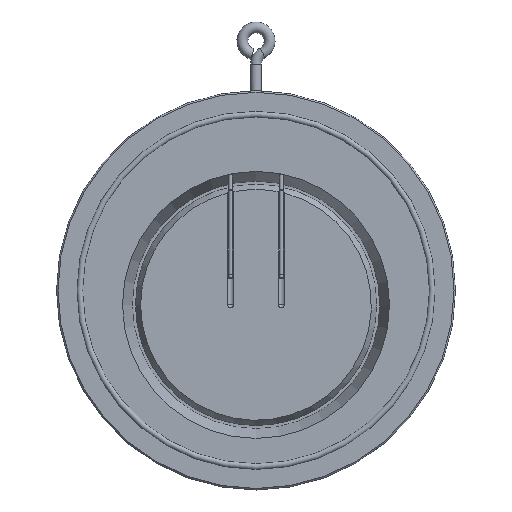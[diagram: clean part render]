
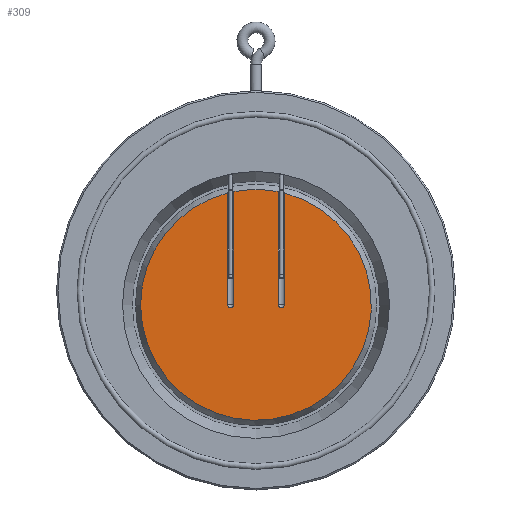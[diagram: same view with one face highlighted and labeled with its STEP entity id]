
A CAD part, top view. The second image highlights one B-rep face of the part: STEP entity #309.
In plain terms, the highlighted planar face has unit normal (0, 0, 1).
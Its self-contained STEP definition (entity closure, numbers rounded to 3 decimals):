
#2 = CARTESIAN_POINT ( 'NONE',  ( 0., 55.613, -0.505 ) ) ;
#8 = ORIENTED_EDGE ( 'NONE', *, *, #1222, .F. ) ;
#13 = VERTEX_POINT ( 'NONE', #276 ) ;
#15 = DIRECTION ( 'NONE',  ( 0., 1., 0. ) ) ;
#16 = CARTESIAN_POINT ( 'NONE',  ( 0., -8., -0.505 ) ) ;
#24 = PLANE ( 'NONE',  #1029 ) ;
#28 = CARTESIAN_POINT ( 'NONE',  ( 15.833, -9.5, -0.505 ) ) ;
#29 = VERTEX_POINT ( 'NONE', #213 ) ;
#35 = CARTESIAN_POINT ( 'NONE',  ( -12.167, -7.667, -0.505 ) ) ;
#59 = CARTESIAN_POINT ( 'NONE',  ( 12.167, -9.5, -0.505 ) ) ;
#108 = LINE ( 'NONE', #59, #145 ) ;
#116 = DIRECTION ( 'NONE',  ( 0., 0., 1. ) ) ;
#122 = VECTOR ( 'NONE', #15, 1000. ) ;
#140 = LINE ( 'NONE', #28, #122 ) ;
#145 = VECTOR ( 'NONE', #539, 1000. ) ;
#148 = CIRCLE ( 'NONE', #509, 1.833 ) ;
#185 = EDGE_CURVE ( 'NONE', #526, #581, #903, .T. ) ;
#186 = DIRECTION ( 'NONE',  ( -1., 0., 0. ) ) ;
#190 = ORIENTED_EDGE ( 'NONE', *, *, #457, .F. ) ;
#213 = CARTESIAN_POINT ( 'NONE',  ( -12.167, 54.439, -0.505 ) ) ;
#222 = CIRCLE ( 'NONE', #552, 63.613 ) ;
#276 = CARTESIAN_POINT ( 'NONE',  ( 15.833, -7.667, -0.505 ) ) ;
#298 = DIRECTION ( 'NONE',  ( 0., 1., 0. ) ) ;
#302 = DIRECTION ( 'NONE',  ( 0., 0., -1. ) ) ;
#309 = ADVANCED_FACE ( 'NONE', ( #1058 ), #24, .T. ) ;
#310 = CARTESIAN_POINT ( 'NONE',  ( 0., -8., -0.505 ) ) ;
#313 = EDGE_CURVE ( 'NONE', #624, #581, #1123, .T. ) ;
#320 = DIRECTION ( 'NONE',  ( 1., 0., 0. ) ) ;
#322 = DIRECTION ( 'NONE',  ( 0., 0., -1. ) ) ;
#344 = VECTOR ( 'NONE', #298, 1000. ) ;
#381 = ORIENTED_EDGE ( 'NONE', *, *, #1004, .F. ) ;
#419 = LINE ( 'NONE', #618, #344 ) ;
#430 = DIRECTION ( 'NONE',  ( -1., 0., 0. ) ) ;
#441 = VERTEX_POINT ( 'NONE', #817 ) ;
#457 = EDGE_CURVE ( 'NONE', #526, #29, #419, .T. ) ;
#461 = CARTESIAN_POINT ( 'NONE',  ( -15.833, -7.667, -0.505 ) ) ;
#498 = EDGE_CURVE ( 'NONE', #13, #726, #148, .T. ) ;
#509 = AXIS2_PLACEMENT_3D ( 'NONE', #540, #546, #557 ) ;
#526 = VERTEX_POINT ( 'NONE', #35 ) ;
#539 = DIRECTION ( 'NONE',  ( 0., -1., 0. ) ) ;
#540 = CARTESIAN_POINT ( 'NONE',  ( 14., -7.667, -0.505 ) ) ;
#541 = ORIENTED_EDGE ( 'NONE', *, *, #498, .T. ) ;
#546 = DIRECTION ( 'NONE',  ( 0., 0., -1. ) ) ;
#552 = AXIS2_PLACEMENT_3D ( 'NONE', #16, #322, #430 ) ;
#557 = DIRECTION ( 'NONE',  ( 1., 0., 0. ) ) ;
#578 = DIRECTION ( 'NONE',  ( 0., -1., 0. ) ) ;
#581 = VERTEX_POINT ( 'NONE', #461 ) ;
#618 = CARTESIAN_POINT ( 'NONE',  ( -12.167, -9.5, -0.505 ) ) ;
#624 = VERTEX_POINT ( 'NONE', #763 ) ;
#629 = AXIS2_PLACEMENT_3D ( 'NONE', #1143, #1087, #1132 ) ;
#671 = EDGE_CURVE ( 'NONE', #1098, #624, #933, .T. ) ;
#695 = ORIENTED_EDGE ( 'NONE', *, *, #313, .F. ) ;
#726 = VERTEX_POINT ( 'NONE', #981 ) ;
#763 = CARTESIAN_POINT ( 'NONE',  ( -15.833, 53.611, -0.505 ) ) ;
#801 = AXIS2_PLACEMENT_3D ( 'NONE', #310, #302, #186 ) ;
#817 = CARTESIAN_POINT ( 'NONE',  ( 12.167, 54.439, -0.505 ) ) ;
#903 = CIRCLE ( 'NONE', #629, 1.833 ) ;
#905 = ORIENTED_EDGE ( 'NONE', *, *, #978, .F. ) ;
#926 = CARTESIAN_POINT ( 'NONE',  ( 15.833, 53.611, -0.505 ) ) ;
#933 = CIRCLE ( 'NONE', #801, 63.613 ) ;
#978 = EDGE_CURVE ( 'NONE', #441, #726, #108, .T. ) ;
#981 = CARTESIAN_POINT ( 'NONE',  ( 12.167, -7.667, -0.505 ) ) ;
#1004 = EDGE_CURVE ( 'NONE', #13, #1098, #140, .T. ) ;
#1029 = AXIS2_PLACEMENT_3D ( 'NONE', #2, #116, #320 ) ;
#1053 = VECTOR ( 'NONE', #578, 1000. ) ;
#1058 = FACE_OUTER_BOUND ( 'NONE', #1188, .T. ) ;
#1069 = CARTESIAN_POINT ( 'NONE',  ( -15.833, -9.5, -0.505 ) ) ;
#1087 = DIRECTION ( 'NONE',  ( 0., 0., -1. ) ) ;
#1098 = VERTEX_POINT ( 'NONE', #926 ) ;
#1123 = LINE ( 'NONE', #1069, #1053 ) ;
#1132 = DIRECTION ( 'NONE',  ( 1., 0., 0. ) ) ;
#1134 = ORIENTED_EDGE ( 'NONE', *, *, #185, .T. ) ;
#1143 = CARTESIAN_POINT ( 'NONE',  ( -14., -7.667, -0.505 ) ) ;
#1188 = EDGE_LOOP ( 'NONE', ( #190, #1134, #695, #1253, #381, #541, #905, #8 ) ) ;
#1222 = EDGE_CURVE ( 'NONE', #29, #441, #222, .T. ) ;
#1253 = ORIENTED_EDGE ( 'NONE', *, *, #671, .F. ) ;
